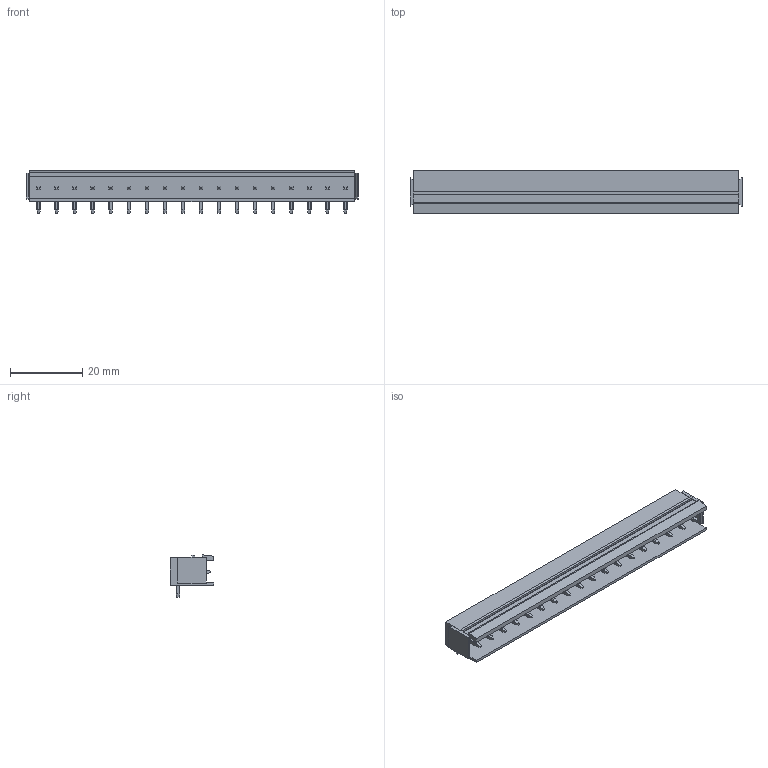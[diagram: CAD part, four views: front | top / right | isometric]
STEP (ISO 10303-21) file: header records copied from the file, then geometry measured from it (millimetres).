
FILE_DESCRIPTION(('CATIA V5 STEP Exchange','CAx-IF Rec.Pracs.--- Model Styling and Organization---1.2---2011-12-15'),'2;1');
FILE_NAME ('D1452929_0_1581020000_1581020000.stp','2018-10-13T04:31:31+00:00',('none'),('Weidmueller'),'CATIA Version 5-6 Release 2014','CATIA V5 STEP AP214','none');
FILE_SCHEMA(('AUTOMOTIVE_DESIGN { 1 0 10303 214 1 1 1 1 }'));
Length unit declared in the file: millimetre
Products named in the file (1): 1581020000
Bounding box: 92 x 12 x 11.7 mm (x, y, z)
Volume: 4131.7 mm3; surface area: 6937 mm2
Topology: 19 solids, 19 shells, 731 faces, 1923 edges, 1230 vertices
Faces by surface type: plane 441, cylinder 290
Entity records: 20207 total; most frequent: CARTESIAN_POINT 4856, ORIENTED_EDGE 3846, DIRECTION 1921, EDGE_CURVE 1917, VERTEX_POINT 1222, VECTOR 1193, LINE 1193, EDGE_LOOP 767
